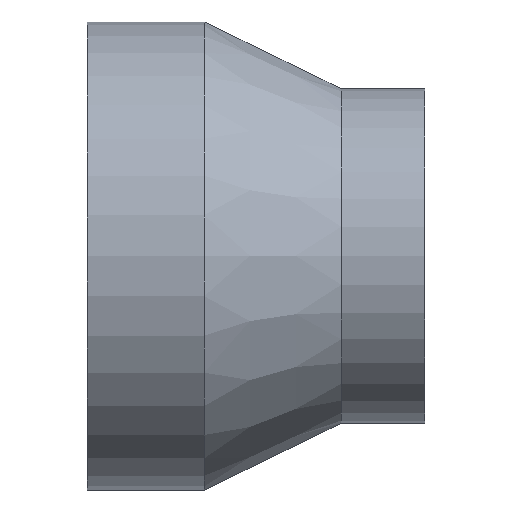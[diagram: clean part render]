
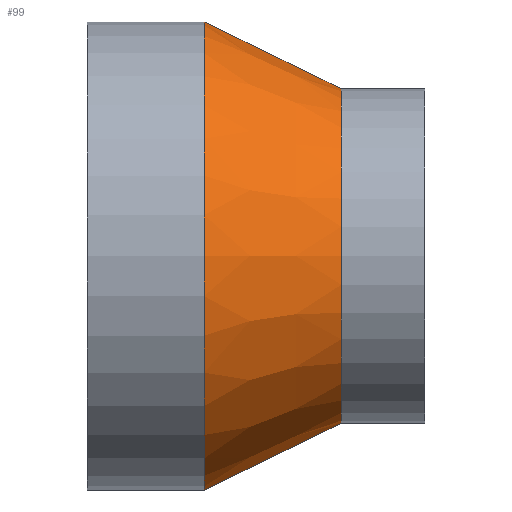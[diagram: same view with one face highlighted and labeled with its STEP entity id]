
A CAD part, top view. The second image highlights one B-rep face of the part: STEP entity #99.
In plain terms, the highlighted conical face has half-angle 26.003 degrees and reference radius 120 mm.
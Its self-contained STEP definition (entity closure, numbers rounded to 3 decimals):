
#83 = EDGE_CURVE( '', #119, #123, #217, .T. );
#99 = ADVANCED_FACE( '', ( #236 ), #237, .T. );
#101 = VERTEX_POINT( '', #239 );
#119 = VERTEX_POINT( '', #260 );
#123 = VERTEX_POINT( '', #264 );
#137 = EDGE_CURVE( '', #101, #171, #281, .T. );
#163 = EDGE_CURVE( '', #119, #171, #310, .T. );
#171 = VERTEX_POINT( '', #319 );
#185 = EDGE_CURVE( '', #123, #101, #333, .T. );
#217 = LINE( '', #358, #359 );
#236 = FACE_OUTER_BOUND( '', #379, .T. );
#237 = CONICAL_SURFACE( '', #380, 120., 0.454 );
#239 = CARTESIAN_POINT( '', ( 152., 100., 0. ) );
#260 = CARTESIAN_POINT( '', ( 70., -140., 0. ) );
#264 = CARTESIAN_POINT( '', ( 152., -100., 0. ) );
#281 = LINE( '', #435, #436 );
#310 = CIRCLE( '', #476, 140. );
#319 = CARTESIAN_POINT( '', ( 70., 140., 0. ) );
#333 = CIRCLE( '', #508, 100. );
#358 = CARTESIAN_POINT( '', ( 111., -120., 0. ) );
#359 = VECTOR( '', #530, 1. );
#379 = EDGE_LOOP( '', ( #558, #559, #560, #561 ) );
#380 = AXIS2_PLACEMENT_3D( '', #562, #563, #564 );
#435 = CARTESIAN_POINT( '', ( 111., 120., 0. ) );
#436 = VECTOR( '', #620, 1. );
#476 = AXIS2_PLACEMENT_3D( '', #657, #658, #659 );
#508 = AXIS2_PLACEMENT_3D( '', #682, #683, #684 );
#530 = DIRECTION( '', ( 0.899, 0.438, 0. ) );
#558 = ORIENTED_EDGE( '', *, *, #137, .T. );
#559 = ORIENTED_EDGE( '', *, *, #163, .F. );
#560 = ORIENTED_EDGE( '', *, *, #83, .T. );
#561 = ORIENTED_EDGE( '', *, *, #185, .T. );
#562 = CARTESIAN_POINT( '', ( 111., 0., 0. ) );
#563 = DIRECTION( '', ( -1., 0., 0. ) );
#564 = DIRECTION( '', ( 0., 1., 0. ) );
#620 = DIRECTION( '', ( -0.899, 0.438, 0. ) );
#657 = CARTESIAN_POINT( '', ( 70., 0., 0. ) );
#658 = DIRECTION( '', ( -1., 0., 0. ) );
#659 = DIRECTION( '', ( 0., 1., 0. ) );
#682 = CARTESIAN_POINT( '', ( 152., 0., 0. ) );
#683 = DIRECTION( '', ( -1., 0., 0. ) );
#684 = DIRECTION( '', ( 0., 1., 0. ) );
